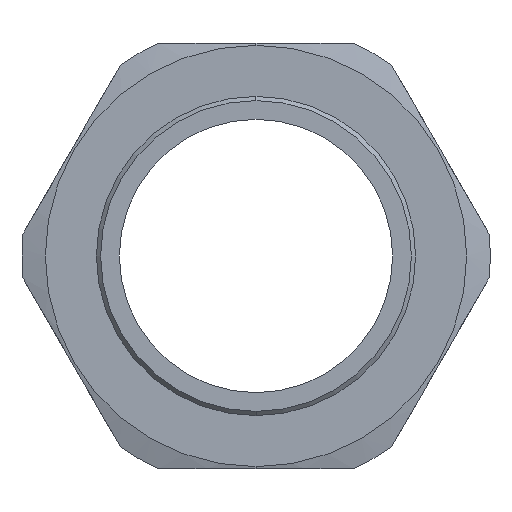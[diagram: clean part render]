
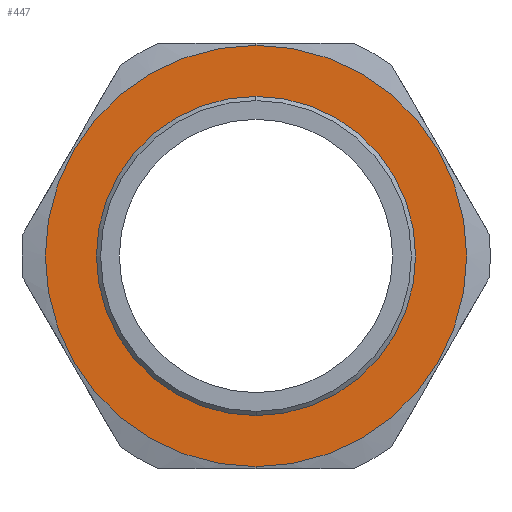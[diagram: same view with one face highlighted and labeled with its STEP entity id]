
A CAD part, left-side view. The second image highlights one B-rep face of the part: STEP entity #447.
In plain terms, the highlighted planar face has unit normal (-1, 0, 0).
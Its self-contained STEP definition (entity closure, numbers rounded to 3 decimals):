
#94 = CARTESIAN_POINT ( 'NONE',  ( 15., 0., 0. ) ) ;
#204 = DIRECTION ( 'NONE',  ( -1., 0., 0. ) ) ;
#363 = DIRECTION ( 'NONE',  ( 0., 0., 1. ) ) ;
#447 = ADVANCED_FACE ( 'NONE', ( #1734, #683 ), #1820, .F. ) ;
#489 = VERTEX_POINT ( 'NONE', #3251 ) ;
#496 = VERTEX_POINT ( 'NONE', #3383 ) ;
#683 = FACE_OUTER_BOUND ( 'NONE', #1525, .T. ) ;
#748 = DIRECTION ( 'NONE',  ( 0., 0., -1. ) ) ;
#805 = VERTEX_POINT ( 'NONE', #1808 ) ;
#1068 = EDGE_CURVE ( 'NONE', #496, #2372, #2308, .T. ) ;
#1168 = EDGE_CURVE ( 'NONE', #2372, #496, #1223, .T. ) ;
#1223 = CIRCLE ( 'NONE', #1585, 49.5 ) ;
#1398 = DIRECTION ( 'NONE',  ( 0., 0., 1. ) ) ;
#1523 = CARTESIAN_POINT ( 'NONE',  ( 15., 0., 0. ) ) ;
#1525 = EDGE_LOOP ( 'NONE', ( #2380, #3202 ) ) ;
#1572 = CARTESIAN_POINT ( 'NONE',  ( 15., 37.5, 0. ) ) ;
#1585 = AXIS2_PLACEMENT_3D ( 'NONE', #1523, #204, #2906 ) ;
#1698 = CIRCLE ( 'NONE', #2814, 37.5 ) ;
#1699 = DIRECTION ( 'NONE',  ( -1., 0., 0. ) ) ;
#1734 = FACE_BOUND ( 'NONE', #3063, .T. ) ;
#1808 = CARTESIAN_POINT ( 'NONE',  ( 15., 0., -37.5 ) ) ;
#1820 = PLANE ( 'NONE',  #2845 ) ;
#1843 = ORIENTED_EDGE ( 'NONE', *, *, #1983, .F. ) ;
#1981 = DIRECTION ( 'NONE',  ( -1., 0., 0. ) ) ;
#1983 = EDGE_CURVE ( 'NONE', #805, #489, #3107, .T. ) ;
#2001 = ORIENTED_EDGE ( 'NONE', *, *, #2936, .F. ) ;
#2142 = CARTESIAN_POINT ( 'NONE',  ( 15., 0., -49.5 ) ) ;
#2157 = DIRECTION ( 'NONE',  ( -1., 0., 0. ) ) ;
#2308 = CIRCLE ( 'NONE', #2361, 49.5 ) ;
#2361 = AXIS2_PLACEMENT_3D ( 'NONE', #94, #1981, #363 ) ;
#2372 = VERTEX_POINT ( 'NONE', #2142 ) ;
#2380 = ORIENTED_EDGE ( 'NONE', *, *, #1168, .T. ) ;
#2645 = AXIS2_PLACEMENT_3D ( 'NONE', #2957, #2157, #3272 ) ;
#2814 = AXIS2_PLACEMENT_3D ( 'NONE', #3342, #1699, #1398 ) ;
#2845 = AXIS2_PLACEMENT_3D ( 'NONE', #1572, #3454, #748 ) ;
#2906 = DIRECTION ( 'NONE',  ( 0., 0., 1. ) ) ;
#2936 = EDGE_CURVE ( 'NONE', #489, #805, #1698, .T. ) ;
#2957 = CARTESIAN_POINT ( 'NONE',  ( 15., 0., 0. ) ) ;
#3063 = EDGE_LOOP ( 'NONE', ( #1843, #2001 ) ) ;
#3107 = CIRCLE ( 'NONE', #2645, 37.5 ) ;
#3202 = ORIENTED_EDGE ( 'NONE', *, *, #1068, .T. ) ;
#3251 = CARTESIAN_POINT ( 'NONE',  ( 15., 0., 37.5 ) ) ;
#3272 = DIRECTION ( 'NONE',  ( 0., 0., 1. ) ) ;
#3342 = CARTESIAN_POINT ( 'NONE',  ( 15., 0., 0. ) ) ;
#3383 = CARTESIAN_POINT ( 'NONE',  ( 15., 0., 49.5 ) ) ;
#3454 = DIRECTION ( 'NONE',  ( 1., 0., 0. ) ) ;
